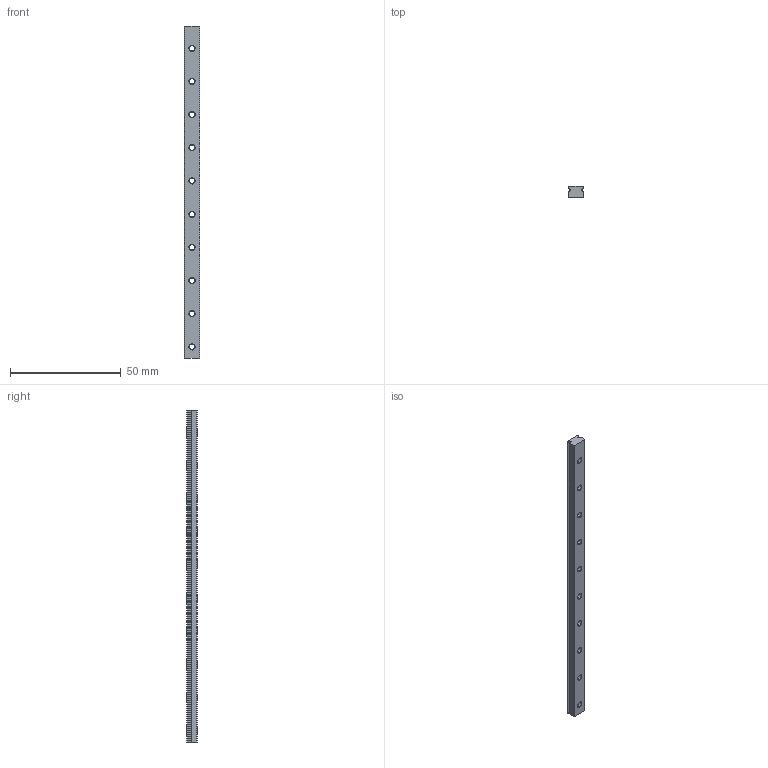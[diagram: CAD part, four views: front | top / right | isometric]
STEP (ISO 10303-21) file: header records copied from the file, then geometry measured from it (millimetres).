
FILE_DESCRIPTION (( 'STEP AP203' ), '1' );
FILE_NAME ('MGN7.STEP', '2024-08-08T23:26:56', ( '' ), ( '' ), 'SwSTEP 2.0', 'SolidWorks 2024', '' );
FILE_SCHEMA (( 'CONFIG_CONTROL_DESIGN' ));
Length unit declared in the file: millimetre
Products named in the file (1): MGN7
Bounding box: 7 x 4.8 x 150 mm (x, y, z)
Volume: 4267.2 mm3; surface area: 4425.7 mm2
Topology: 1 solids, 1 shells, 112 faces, 260 edges, 160 vertices
Faces by surface type: cylinder 44, cone 40, plane 28
Entity records: 3309 total; most frequent: DIRECTION 614, CARTESIAN_POINT 533, ORIENTED_EDGE 520, EDGE_CURVE 260, AXIS2_PLACEMENT_3D 241, VERTEX_POINT 160, EDGE_LOOP 142, VECTOR 132
